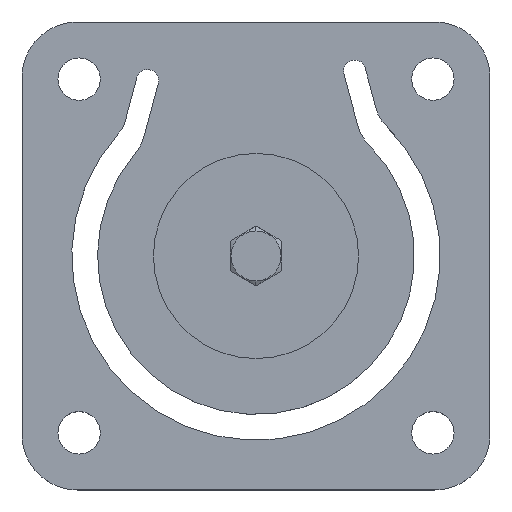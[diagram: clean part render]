
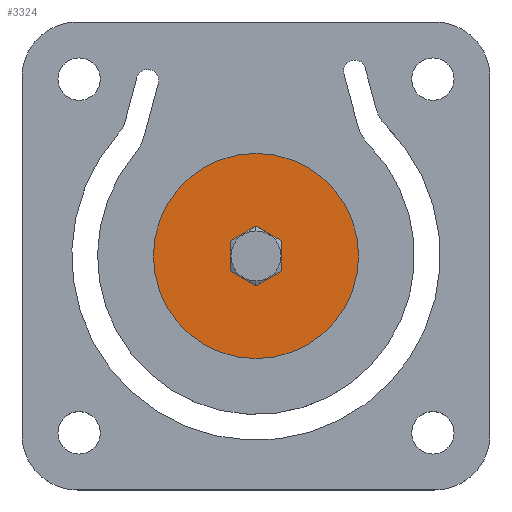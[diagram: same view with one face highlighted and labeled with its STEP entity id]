
A CAD part, top view. The second image highlights one B-rep face of the part: STEP entity #3324.
In plain terms, the highlighted planar face has unit normal (0, 0, 1).
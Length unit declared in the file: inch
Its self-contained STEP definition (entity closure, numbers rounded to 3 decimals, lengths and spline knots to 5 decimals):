
#248=FACE_BOUND($,#576,.T.);
#249=FACE_BOUND($,#577,.T.);
#272=PLANE($,#3615);
#576=EDGE_LOOP($,(#2387));
#577=EDGE_LOOP($,(#2388));
#1273=CIRCLE($,#3610,0.135);
#1275=CIRCLE($,#3613,0.87);
#1474=VERTEX_POINT($,#5212);
#1476=VERTEX_POINT($,#5217);
#1792=EDGE_CURVE($,#1474,#1474,#1273,.T.);
#1794=EDGE_CURVE($,#1476,#1476,#1275,.T.);
#2387=ORIENTED_EDGE($,*,*,#1792,.T.);
#2388=ORIENTED_EDGE($,*,*,#1794,.F.);
#3324=ADVANCED_FACE($,(#248,#249),#272,.F.);
#3610=AXIS2_PLACEMENT_3D($,#5213,#4166,#4167);
#3613=AXIS2_PLACEMENT_3D($,#5218,#4172,#4173);
#3615=AXIS2_PLACEMENT_3D($,#5221,#4176,#4177);
#4166=DIRECTION('center_axis',(0.,0.,-1.));
#4167=DIRECTION('ref_axis',(-1.,0.,0.));
#4172=DIRECTION('center_axis',(0.,0.,-1.));
#4173=DIRECTION('ref_axis',(-1.,0.,0.));
#4176=DIRECTION('center_axis',(0.,0.,-1.));
#4177=DIRECTION('ref_axis',(-1.,0.,0.));
#5212=CARTESIAN_POINT('',(0.135,0.,0.0625));
#5213=CARTESIAN_POINT('Origin',(0.,0.,0.0625));
#5217=CARTESIAN_POINT('',(0.87,0.,0.0625));
#5218=CARTESIAN_POINT('Origin',(0.,0.,0.0625));
#5221=CARTESIAN_POINT('Origin',(0.,0.,0.0625));
